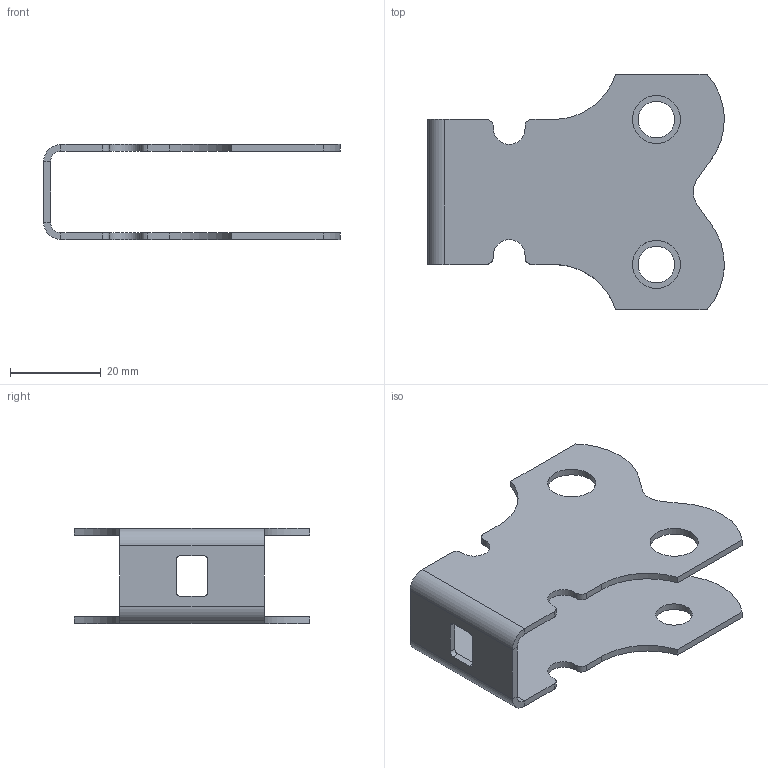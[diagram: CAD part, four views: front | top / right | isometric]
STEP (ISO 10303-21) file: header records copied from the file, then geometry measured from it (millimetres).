
FILE_DESCRIPTION( ( '' ), ' ' );
FILE_NAME( '5ac673e107c9b60eb54f8a29.step', '2018-04-05T19:07:13', ( '' ), ( '' ), ' ', ' ', ' ' );
FILE_SCHEMA( ( 'AUTOMOTIVE_DESIGN { 1 0 10303 214 1 1 1 1 }' ) );
Length unit declared in the file: metre
Products named in the file (2): Assem1; Sheet Metal Part
Assembly tree (1 placements, depth 2):
  Assem1
    Sheet Metal Part
Bounding box: 65.49 x 52 x 21.02 mm (x, y, z)
Volume: 7620.2 mm3; surface area: 11037.5 mm2
Topology: 1 solids, 1 shells, 74 faces, 200 edges, 128 vertices
Faces by surface type: cylinder 38, plane 36
Full cylindrical faces by diameter (mm): 8.1 x2, 10.6 x2
Entity records: 2369 total; most frequent: DIRECTION 424, CARTESIAN_POINT 400, ORIENTED_EDGE 392, EDGE_CURVE 196, AXIS2_PLACEMENT_3D 152, VERTEX_POINT 128, LINE 120, VECTOR 120
